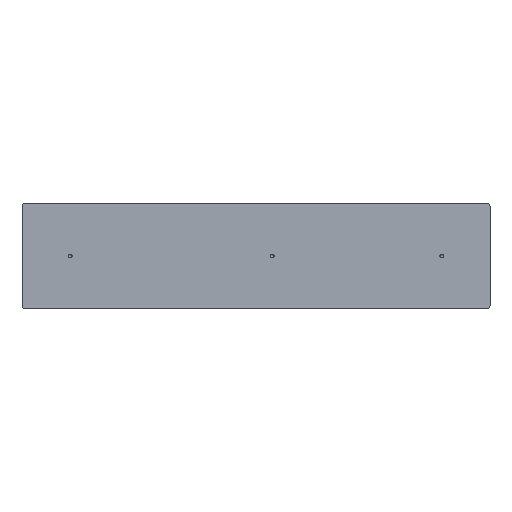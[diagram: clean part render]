
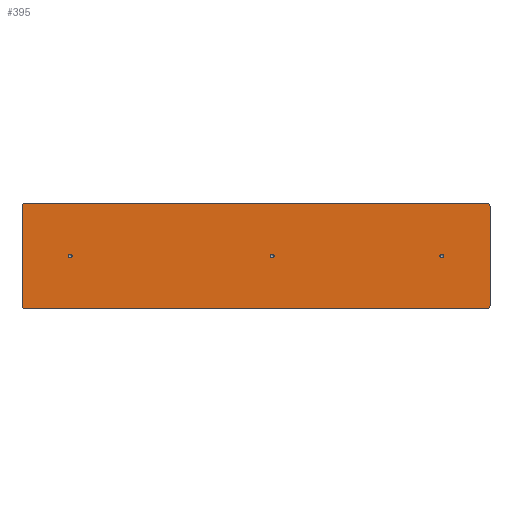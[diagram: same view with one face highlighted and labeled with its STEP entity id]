
A CAD part, top view. The second image highlights one B-rep face of the part: STEP entity #395.
In plain terms, the highlighted planar face has unit normal (0, 0, 1).
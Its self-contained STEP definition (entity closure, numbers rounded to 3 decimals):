
#19=FACE_BOUND('',#87,.T.);
#20=FACE_BOUND('',#88,.T.);
#21=FACE_BOUND('',#89,.T.);
#31=PLANE('',#452);
#62=FACE_OUTER_BOUND('',#86,.T.);
#86=EDGE_LOOP('',(#354,#355,#356,#357,#358,#359,#360,#361));
#87=EDGE_LOOP('',(#362));
#88=EDGE_LOOP('',(#363));
#89=EDGE_LOOP('',(#364));
#115=LINE('',#664,#149);
#118=LINE('',#672,#152);
#119=LINE('',#676,#153);
#122=LINE('',#684,#156);
#149=VECTOR('',#545,10.);
#152=VECTOR('',#554,10.);
#153=VECTOR('',#559,10.);
#156=VECTOR('',#568,10.);
#159=CIRCLE('',#414,1.038);
#161=CIRCLE('',#418,1.038);
#163=CIRCLE('',#422,1.038);
#172=CIRCLE('',#440,1.925);
#173=CIRCLE('',#443,1.925);
#174=CIRCLE('',#448,1.925);
#175=CIRCLE('',#451,1.925);
#178=VERTEX_POINT('',#586);
#181=VERTEX_POINT('',#595);
#184=VERTEX_POINT('',#604);
#201=VERTEX_POINT('',#656);
#202=VERTEX_POINT('',#658);
#203=VERTEX_POINT('',#662);
#204=VERTEX_POINT('',#666);
#205=VERTEX_POINT('',#670);
#206=VERTEX_POINT('',#675);
#207=VERTEX_POINT('',#679);
#208=VERTEX_POINT('',#683);
#211=EDGE_CURVE('',#178,#178,#159,.F.);
#215=EDGE_CURVE('',#181,#181,#161,.F.);
#219=EDGE_CURVE('',#184,#184,#163,.F.);
#246=EDGE_CURVE('',#202,#201,#172,.T.);
#249=EDGE_CURVE('',#201,#203,#115,.T.);
#251=EDGE_CURVE('',#203,#204,#173,.T.);
#253=EDGE_CURVE('',#204,#205,#118,.T.);
#254=EDGE_CURVE('',#206,#202,#119,.T.);
#256=EDGE_CURVE('',#207,#206,#174,.T.);
#258=EDGE_CURVE('',#208,#207,#122,.T.);
#260=EDGE_CURVE('',#205,#208,#175,.T.);
#354=ORIENTED_EDGE('',*,*,#260,.T.);
#355=ORIENTED_EDGE('',*,*,#258,.T.);
#356=ORIENTED_EDGE('',*,*,#256,.T.);
#357=ORIENTED_EDGE('',*,*,#254,.T.);
#358=ORIENTED_EDGE('',*,*,#246,.T.);
#359=ORIENTED_EDGE('',*,*,#249,.T.);
#360=ORIENTED_EDGE('',*,*,#251,.T.);
#361=ORIENTED_EDGE('',*,*,#253,.T.);
#362=ORIENTED_EDGE('',*,*,#211,.T.);
#363=ORIENTED_EDGE('',*,*,#215,.T.);
#364=ORIENTED_EDGE('',*,*,#219,.T.);
#395=ADVANCED_FACE('',(#62,#19,#20,#21),#31,.F.);
#414=AXIS2_PLACEMENT_3D('',#587,#465,#466);
#418=AXIS2_PLACEMENT_3D('',#596,#475,#476);
#422=AXIS2_PLACEMENT_3D('',#605,#485,#486);
#440=AXIS2_PLACEMENT_3D('',#659,#539,#540);
#443=AXIS2_PLACEMENT_3D('',#668,#549,#550);
#448=AXIS2_PLACEMENT_3D('',#680,#563,#564);
#451=AXIS2_PLACEMENT_3D('',#687,#572,#573);
#452=AXIS2_PLACEMENT_3D('',#688,#574,#575);
#465=DIRECTION('center_axis',(0.,0.,1.));
#466=DIRECTION('ref_axis',(1.,0.,0.));
#475=DIRECTION('center_axis',(0.,0.,1.));
#476=DIRECTION('ref_axis',(1.,0.,0.));
#485=DIRECTION('center_axis',(0.,0.,1.));
#486=DIRECTION('ref_axis',(1.,0.,0.));
#539=DIRECTION('center_axis',(0.,0.,1.));
#540=DIRECTION('ref_axis',(1.,0.,0.));
#545=DIRECTION('',(0.,1.,0.));
#549=DIRECTION('center_axis',(0.,0.,1.));
#550=DIRECTION('ref_axis',(0.,1.,0.));
#554=DIRECTION('',(-1.,0.,0.));
#559=DIRECTION('',(1.,0.,0.));
#563=DIRECTION('center_axis',(0.,0.,1.));
#564=DIRECTION('ref_axis',(0.,-1.,0.));
#568=DIRECTION('',(0.,-1.,0.));
#572=DIRECTION('center_axis',(0.,0.,1.));
#573=DIRECTION('ref_axis',(-1.,0.,0.));
#574=DIRECTION('center_axis',(0.,0.,-1.));
#575=DIRECTION('ref_axis',(1.,0.,0.));
#586=CARTESIAN_POINT('',(151.087,-28.483,-6.784));
#587=CARTESIAN_POINT('Origin',(152.125,-28.483,-6.784));
#595=CARTESIAN_POINT('',(37.062,-28.483,-6.784));
#596=CARTESIAN_POINT('Origin',(38.1,-28.483,-6.784));
#604=CARTESIAN_POINT('',(246.612,-28.483,-6.784));
#605=CARTESIAN_POINT('Origin',(247.65,-28.483,-6.784));
#656=CARTESIAN_POINT('',(274.938,-56.42,-6.784));
#658=CARTESIAN_POINT('',(273.013,-58.345,-6.784));
#659=CARTESIAN_POINT('Origin',(273.013,-56.42,-6.784));
#662=CARTESIAN_POINT('',(274.938,-0.546,-6.784));
#664=CARTESIAN_POINT('',(274.938,-42.451,-6.784));
#666=CARTESIAN_POINT('',(273.013,1.379,-6.784));
#668=CARTESIAN_POINT('Origin',(273.013,-0.546,-6.784));
#670=CARTESIAN_POINT('',(12.738,1.379,-6.784));
#672=CARTESIAN_POINT('',(207.944,1.379,-6.784));
#675=CARTESIAN_POINT('',(12.738,-58.345,-6.784));
#676=CARTESIAN_POINT('',(77.806,-58.345,-6.784));
#679=CARTESIAN_POINT('',(10.813,-56.42,-6.784));
#680=CARTESIAN_POINT('Origin',(12.738,-56.42,-6.784));
#683=CARTESIAN_POINT('',(10.813,-0.546,-6.784));
#684=CARTESIAN_POINT('',(10.813,-14.514,-6.784));
#687=CARTESIAN_POINT('Origin',(12.738,-0.546,-6.784));
#688=CARTESIAN_POINT('Origin',(142.875,-28.483,-6.784));
